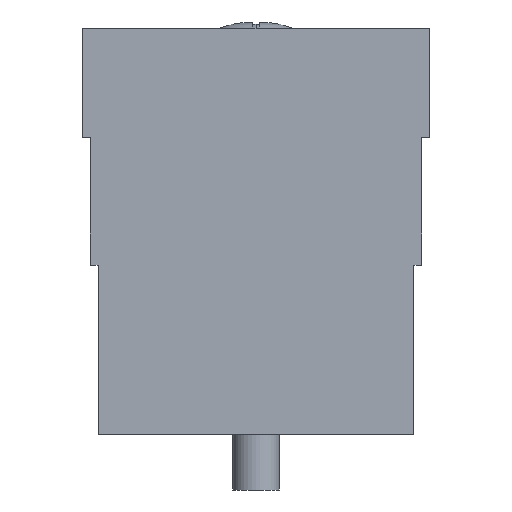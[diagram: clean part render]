
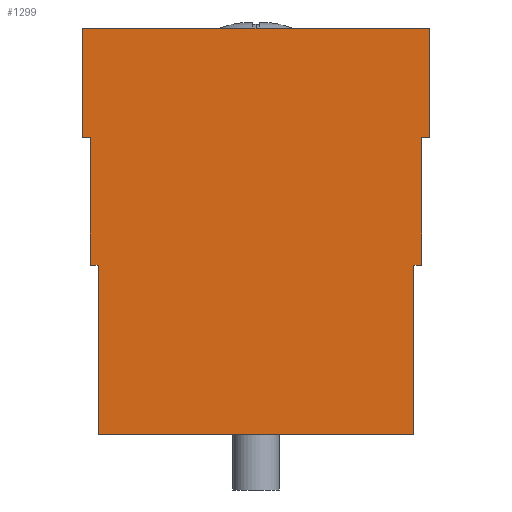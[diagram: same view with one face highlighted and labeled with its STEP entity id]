
A CAD part, front view. The second image highlights one B-rep face of the part: STEP entity #1299.
In plain terms, the highlighted planar face has unit normal (0, -1, 0).
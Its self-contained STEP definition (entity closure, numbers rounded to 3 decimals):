
#937=CARTESIAN_POINT('',(55.498,-23.44,-31.204));
#938=VERTEX_POINT('',#937);
#939=CARTESIAN_POINT('',(55.498,-23.44,-31.704));
#940=VERTEX_POINT('',#939);
#941=CARTESIAN_POINT('',(55.498,-23.44,-31.204));
#942=DIRECTION('',(0.,0.,-1.));
#943=VECTOR('',#942,0.5);
#944=LINE('',#941,#943);
#945=EDGE_CURVE('',#938,#940,#944,.T.);
#1147=CARTESIAN_POINT('',(48.398,-23.44,-31.704));
#1148=VERTEX_POINT('',#1147);
#1149=CARTESIAN_POINT('',(55.498,-23.44,-31.704));
#1150=DIRECTION('',(-1.,0.,0.));
#1151=VECTOR('',#1150,7.1);
#1152=LINE('',#1149,#1151);
#1153=EDGE_CURVE('',#940,#1148,#1152,.T.);
#1186=CARTESIAN_POINT('',(63.798,-23.44,-31.204));
#1187=VERTEX_POINT('',#1186);
#1188=CARTESIAN_POINT('',(63.798,-23.44,-30.704));
#1189=VERTEX_POINT('',#1188);
#1190=CARTESIAN_POINT('',(63.798,-23.44,-31.204));
#1191=DIRECTION('',(0.,0.,1.));
#1192=VECTOR('',#1191,0.5);
#1193=LINE('',#1190,#1192);
#1194=EDGE_CURVE('',#1187,#1189,#1193,.T.);
#1221=CARTESIAN_POINT('',(48.398,-23.44,-8.504));
#1222=DIRECTION('',(0.,1.,0.));
#1223=DIRECTION('',(0.,0.,1.));
#1224=AXIS2_PLACEMENT_3D('',#1221,#1222,#1223);
#1225=PLANE('',#1224);
#1226=CARTESIAN_POINT('',(55.498,-23.44,-9.204));
#1227=VERTEX_POINT('',#1226);
#1228=CARTESIAN_POINT('',(55.498,-23.44,-9.704));
#1229=VERTEX_POINT('',#1228);
#1230=CARTESIAN_POINT('',(55.498,-23.44,-9.204));
#1231=DIRECTION('',(0.,0.,-1.));
#1232=VECTOR('',#1231,0.5);
#1233=LINE('',#1230,#1232);
#1234=EDGE_CURVE('',#1227,#1229,#1233,.T.);
#1235=ORIENTED_EDGE('',*,*,#1234,.F.);
#1236=CARTESIAN_POINT('',(48.398,-23.44,-9.204));
#1237=VERTEX_POINT('',#1236);
#1238=CARTESIAN_POINT('',(55.498,-23.44,-9.204));
#1239=DIRECTION('',(-1.,0.,0.));
#1240=VECTOR('',#1239,7.1);
#1241=LINE('',#1238,#1240);
#1242=EDGE_CURVE('',#1227,#1237,#1241,.T.);
#1243=ORIENTED_EDGE('',*,*,#1242,.T.);
#1244=CARTESIAN_POINT('',(48.398,-23.44,-9.204));
#1245=DIRECTION('',(0.,0.,-1.));
#1246=VECTOR('',#1245,22.5);
#1247=LINE('',#1244,#1246);
#1248=EDGE_CURVE('',#1237,#1148,#1247,.T.);
#1249=ORIENTED_EDGE('',*,*,#1248,.T.);
#1250=ORIENTED_EDGE('',*,*,#1153,.F.);
#1251=ORIENTED_EDGE('',*,*,#945,.F.);
#1252=CARTESIAN_POINT('',(63.798,-23.44,-31.204));
#1253=DIRECTION('',(-1.,0.,0.));
#1254=VECTOR('',#1253,8.3);
#1255=LINE('',#1252,#1254);
#1256=EDGE_CURVE('',#1187,#938,#1255,.T.);
#1257=ORIENTED_EDGE('',*,*,#1256,.F.);
#1258=ORIENTED_EDGE('',*,*,#1194,.T.);
#1259=CARTESIAN_POINT('',(74.798,-23.44,-30.704));
#1260=VERTEX_POINT('',#1259);
#1261=CARTESIAN_POINT('',(63.798,-23.44,-30.704));
#1262=DIRECTION('',(1.,0.,-0.));
#1263=VECTOR('',#1262,11.);
#1264=LINE('',#1261,#1263);
#1265=EDGE_CURVE('',#1189,#1260,#1264,.T.);
#1266=ORIENTED_EDGE('',*,*,#1265,.T.);
#1267=CARTESIAN_POINT('',(74.798,-23.44,-10.204));
#1268=VERTEX_POINT('',#1267);
#1269=CARTESIAN_POINT('',(74.798,-23.44,-10.204));
#1270=DIRECTION('',(0.,0.,-1.));
#1271=VECTOR('',#1270,20.5);
#1272=LINE('',#1269,#1271);
#1273=EDGE_CURVE('',#1268,#1260,#1272,.T.);
#1274=ORIENTED_EDGE('',*,*,#1273,.F.);
#1275=CARTESIAN_POINT('',(63.798,-23.44,-10.204));
#1276=VERTEX_POINT('',#1275);
#1277=CARTESIAN_POINT('',(63.798,-23.44,-10.204));
#1278=DIRECTION('',(1.,0.,-0.));
#1279=VECTOR('',#1278,11.);
#1280=LINE('',#1277,#1279);
#1281=EDGE_CURVE('',#1276,#1268,#1280,.T.);
#1282=ORIENTED_EDGE('',*,*,#1281,.F.);
#1283=CARTESIAN_POINT('',(63.798,-23.44,-9.704));
#1284=VERTEX_POINT('',#1283);
#1285=CARTESIAN_POINT('',(63.798,-23.44,-10.204));
#1286=DIRECTION('',(0.,0.,1.));
#1287=VECTOR('',#1286,0.5);
#1288=LINE('',#1285,#1287);
#1289=EDGE_CURVE('',#1276,#1284,#1288,.T.);
#1290=ORIENTED_EDGE('',*,*,#1289,.T.);
#1291=CARTESIAN_POINT('',(63.798,-23.44,-9.704));
#1292=DIRECTION('',(-1.,0.,0.));
#1293=VECTOR('',#1292,8.3);
#1294=LINE('',#1291,#1293);
#1295=EDGE_CURVE('',#1284,#1229,#1294,.T.);
#1296=ORIENTED_EDGE('',*,*,#1295,.T.);
#1297=EDGE_LOOP('',(#1235,#1243,#1249,#1250,#1251,#1257,#1258,#1266,#1274,#1282,#1290,#1296));
#1298=FACE_BOUND('',#1297,.T.);
#1299=ADVANCED_FACE('',(#1298),#1225,.F.);
